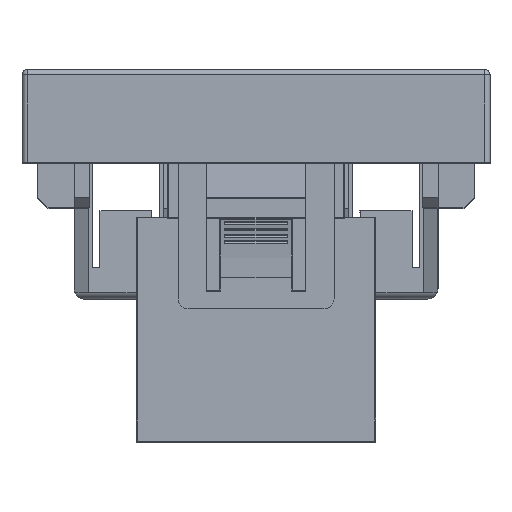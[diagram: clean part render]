
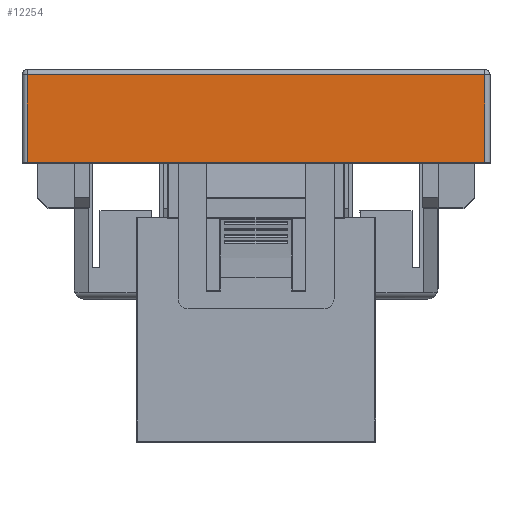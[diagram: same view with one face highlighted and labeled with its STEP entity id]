
A CAD part, top view. The second image highlights one B-rep face of the part: STEP entity #12254.
In plain terms, the highlighted planar face has unit normal (0, 0, 1).
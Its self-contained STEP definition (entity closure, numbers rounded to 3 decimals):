
#144 = VERTEX_POINT ( 'NONE', #16815 ) ;
#850 = CARTESIAN_POINT ( 'NONE',  ( 22.5, 0.05, 0. ) ) ;
#1242 = LINE ( 'NONE', #850, #9152 ) ;
#1437 = EDGE_CURVE ( 'NONE', #144, #19519, #2777, .T. ) ;
#2777 = LINE ( 'NONE', #10325, #15340 ) ;
#3509 = AXIS2_PLACEMENT_3D ( 'NONE', #15516, #18717, #9239 ) ;
#4226 = EDGE_CURVE ( 'NONE', #19519, #18674, #16715, .T. ) ;
#5763 = CARTESIAN_POINT ( 'NONE',  ( -22., 8.5, 0. ) ) ;
#5909 = ORIENTED_EDGE ( 'NONE', *, *, #4226, .T. ) ;
#7593 = DIRECTION ( 'NONE',  ( 0., 1., 0. ) ) ;
#8006 = CARTESIAN_POINT ( 'NONE',  ( -22., 0.05, 0. ) ) ;
#8172 = ORIENTED_EDGE ( 'NONE', *, *, #17372, .T. ) ;
#9152 = VECTOR ( 'NONE', #13595, 1000. ) ;
#9239 = DIRECTION ( 'NONE',  ( -1., 0., 0. ) ) ;
#10325 = CARTESIAN_POINT ( 'NONE',  ( 22., 9., 0. ) ) ;
#10898 = FACE_OUTER_BOUND ( 'NONE', #14909, .T. ) ;
#10997 = CARTESIAN_POINT ( 'NONE',  ( -22., 0., 0. ) ) ;
#11061 = DIRECTION ( 'NONE',  ( 0., -1., 0. ) ) ;
#11727 = CARTESIAN_POINT ( 'NONE',  ( 22., 8.5, 0. ) ) ;
#11898 = ORIENTED_EDGE ( 'NONE', *, *, #12117, .T. ) ;
#12117 = EDGE_CURVE ( 'NONE', #18020, #144, #1242, .T. ) ;
#12254 = ADVANCED_FACE ( 'NONE', ( #10898 ), #12357, .F. ) ;
#12357 = PLANE ( 'NONE',  #3509 ) ;
#13595 = DIRECTION ( 'NONE',  ( 1., 0., 0. ) ) ;
#13711 = VECTOR ( 'NONE', #11061, 1000. ) ;
#14223 = LINE ( 'NONE', #10997, #13711 ) ;
#14909 = EDGE_LOOP ( 'NONE', ( #8172, #11898, #19289, #5909 ) ) ;
#15340 = VECTOR ( 'NONE', #7593, 1000. ) ;
#15516 = CARTESIAN_POINT ( 'NONE',  ( 22.5, 0., 0. ) ) ;
#16200 = VECTOR ( 'NONE', #17240, 1000. ) ;
#16715 = LINE ( 'NONE', #18834, #16200 ) ;
#16815 = CARTESIAN_POINT ( 'NONE',  ( 22., 0.05, 0. ) ) ;
#17240 = DIRECTION ( 'NONE',  ( -1., 0., 0. ) ) ;
#17372 = EDGE_CURVE ( 'NONE', #18674, #18020, #14223, .T. ) ;
#18020 = VERTEX_POINT ( 'NONE', #8006 ) ;
#18674 = VERTEX_POINT ( 'NONE', #5763 ) ;
#18717 = DIRECTION ( 'NONE',  ( 0., 0., -1. ) ) ;
#18834 = CARTESIAN_POINT ( 'NONE',  ( 22.5, 8.5, 0. ) ) ;
#19289 = ORIENTED_EDGE ( 'NONE', *, *, #1437, .T. ) ;
#19519 = VERTEX_POINT ( 'NONE', #11727 ) ;
